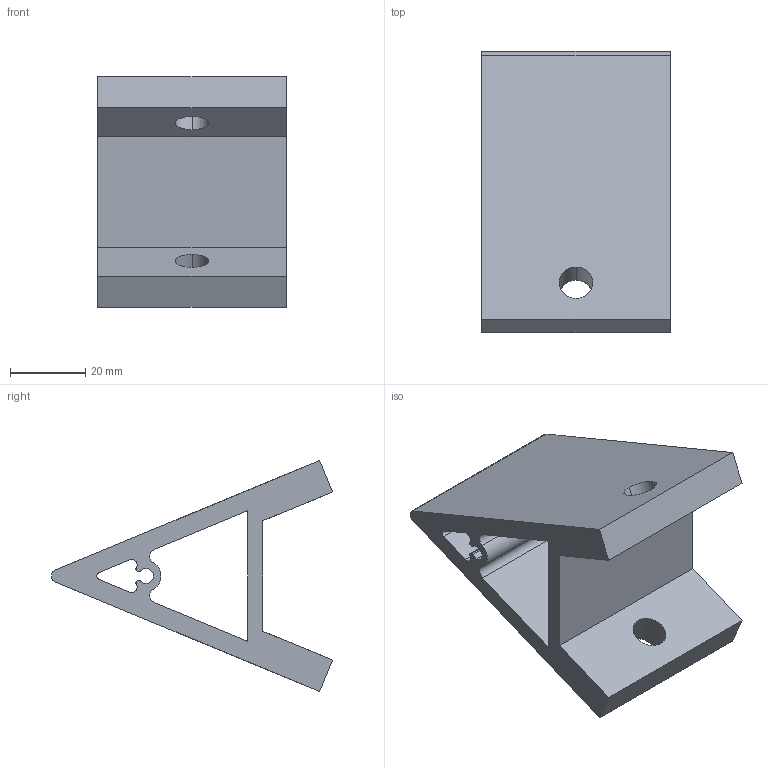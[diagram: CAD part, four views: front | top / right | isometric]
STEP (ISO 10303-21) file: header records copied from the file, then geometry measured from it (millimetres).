
FILE_DESCRIPTION (( 'STEP AP214' ), '1' );
FILE_NAME ('A795 Óãëîâîé àëþìèíèåâûé ñîåäèíèòåëü 45? 80õ80õ60, ïàç 10.STEP', '2025-06-24T10:28:34', ( '' ), ( '' ), 'SwSTEP 2.0', 'SolidWorks 2025', '' );
FILE_SCHEMA (( 'AUTOMOTIVE_DESIGN' ));
Length unit declared in the file: millimetre
Products named in the file (1): A795 Угловой алюминиевый соединитель 45⁰ 80х80х60, паз 10
Bounding box: 50 x 74.53 x 61.23 mm (x, y, z)
Volume: 53009.3 mm3; surface area: 21883.6 mm2
Topology: 1 solids, 1 shells, 36 faces, 102 edges, 68 vertices
Faces by surface type: cylinder 20, plane 16
Entity records: 1225 total; most frequent: DIRECTION 216, CARTESIAN_POINT 207, ORIENTED_EDGE 204, EDGE_CURVE 102, AXIS2_PLACEMENT_3D 77, VERTEX_POINT 68, LINE 62, VECTOR 62
